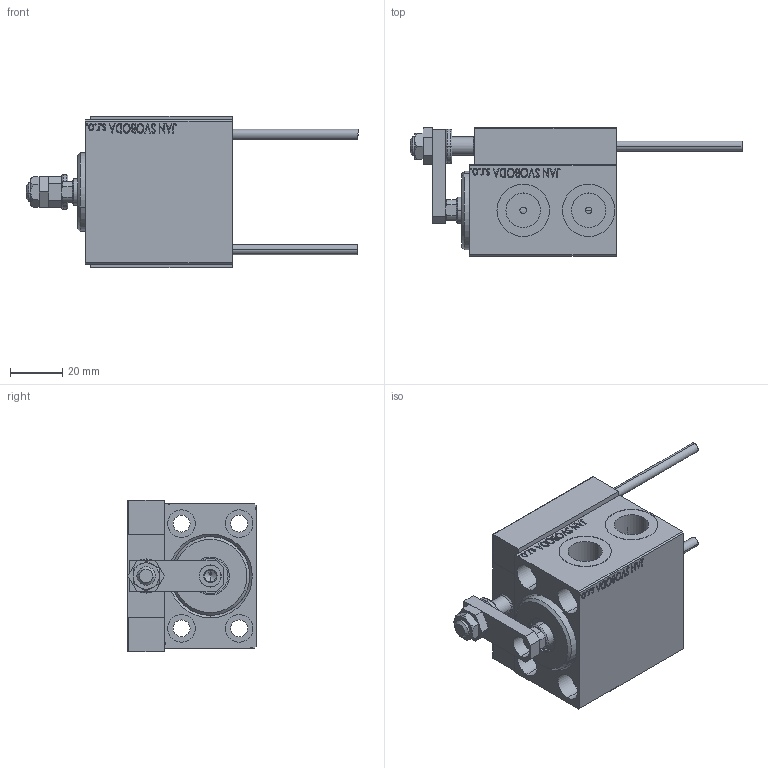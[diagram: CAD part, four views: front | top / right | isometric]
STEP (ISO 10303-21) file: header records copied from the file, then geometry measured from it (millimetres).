
FILE_DESCRIPTION (( 'STEP AP203' ), '1' );
FILE_NAME ('b9a4.STEP', '2021-03-19T04:34:03', ( '' ), ( '' ), 'SwSTEP 2.0', 'SolidWorks 2019', '' );
FILE_SCHEMA (( 'CONFIG_CONTROL_DESIGN' ));
Length unit declared in the file: millimetre
Products named in the file (16): ZARAZKA d2b0574b59fa661a2924e802af50aaf6; ALLEN BOLT D8 d2b0574b59fa661a2924e802af50aaf6; TYC_L79 d2b0574b59fa661a2924e802af50aaf6; V450CM_C_VCP d2b0574b59fa661a2924e802af50aaf6; MAGNET d2b0574b59fa661a2924e802af50aaf6; SWITCH X d2b0574b59fa661a2924e802af50aaf6; NUT_D10 d2b0574b59fa661a2924e802af50aaf6; NUT_D12 d2b0574b59fa661a2924e802af50aaf6; Block d2b0574b59fa661a2924e802af50aaf6; SWITCH_X_FRONT_BACK d2b0574b59fa661a2924e802af50aaf6; V450CM_C d2b0574b59fa661a2924e802af50aaf6; ALLEN BOLT D5 d2b0574b59fa661a2924e802af50aaf6; KONCOVKA d2b0574b59fa661a2924e802af50aaf6; V450CM_VC_B d2b0574b59fa661a2924e802af50aaf6; b9a4; SWITCH DIM B,W d2b0574b59fa661a2924e802af50aaf6
Assembly tree (25 placements, depth 3):
  b9a4
    V450CM_C d2b0574b59fa661a2924e802af50aaf6
    SWITCH X d2b0574b59fa661a2924e802af50aaf6
      SWITCH_X_FRONT_BACK d2b0574b59fa661a2924e802af50aaf6  x2
      TYC_L79 d2b0574b59fa661a2924e802af50aaf6
      Block d2b0574b59fa661a2924e802af50aaf6  x2
      ALLEN BOLT D5 d2b0574b59fa661a2924e802af50aaf6  x4
      ALLEN BOLT D8 d2b0574b59fa661a2924e802af50aaf6  x4
      MAGNET d2b0574b59fa661a2924e802af50aaf6  x2
      KONCOVKA d2b0574b59fa661a2924e802af50aaf6  x2
    NUT_D12 d2b0574b59fa661a2924e802af50aaf6
    SWITCH DIM B,W d2b0574b59fa661a2924e802af50aaf6
    ZARAZKA d2b0574b59fa661a2924e802af50aaf6
    NUT_D10 d2b0574b59fa661a2924e802af50aaf6
    V450CM_C_VCP d2b0574b59fa661a2924e802af50aaf6
    V450CM_VC_B d2b0574b59fa661a2924e802af50aaf6
Bounding box: 126.7 x 49 x 58 mm (x, y, z)
Volume: 132451 mm3; surface area: 52239.6 mm2
Topology: 24 solids, 24 shells, 1319 faces, 3158 edges, 2018 vertices
Faces by surface type: plane 574, bspline 380, cylinder 204, cone 113, torus 44, sphere 4
Entity records: 51569 total; most frequent: CARTESIAN_POINT 26327, ORIENTED_EDGE 5336, DIRECTION 3639, EDGE_CURVE 2668, VERTEX_POINT 1742, VECTOR 1519, LINE 1519, EDGE_LOOP 1238
